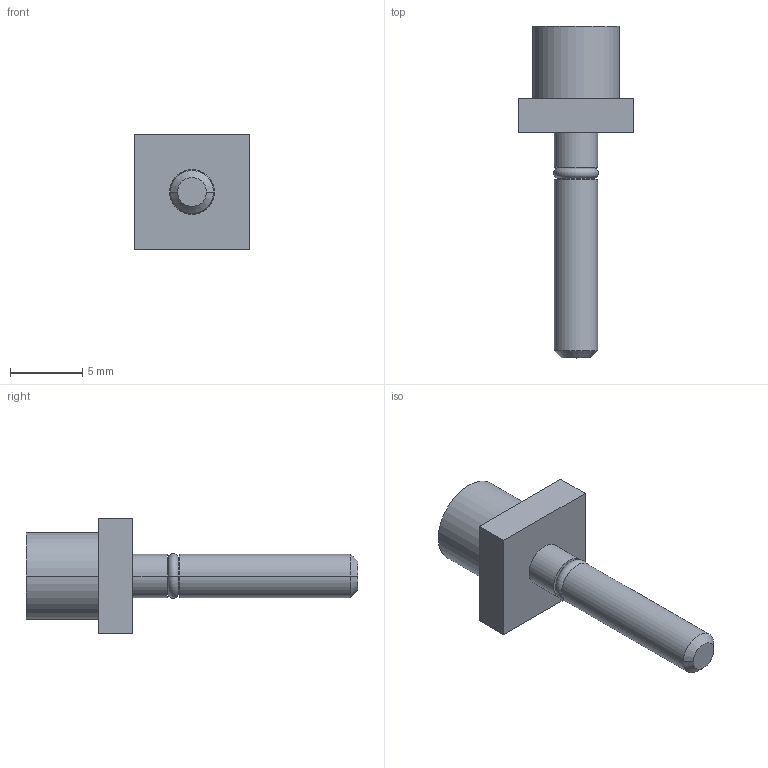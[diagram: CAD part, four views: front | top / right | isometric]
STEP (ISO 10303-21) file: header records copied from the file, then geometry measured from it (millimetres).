
FILE_DESCRIPTION((''),'2;1');
FILE_NAME('00152250060','2020-02-03T',('presta_be4'),(''),'CREO PARAMETRIC BY PTC INC, 2018360','CREO PARAMETRIC BY PTC INC, 2018360','');
FILE_SCHEMA(('CONFIG_CONTROL_DESIGN'));
Length unit declared in the file: millimetre
Products named in the file (1): 00152250060
Bounding box: 8 x 23 x 8 mm (x, y, z)
Volume: 371.4 mm3; surface area: 502.5 mm2
Topology: 1 solids, 1 shells, 30 faces, 62 edges, 37 vertices
Faces by surface type: cylinder 12, plane 10, cone 6, torus 2
Entity records: 820 total; most frequent: DIRECTION 150, CARTESIAN_POINT 127, ORIENTED_EDGE 120, AXIS2_PLACEMENT_3D 60, EDGE_CURVE 60, VERTEX_POINT 37, EDGE_LOOP 35, VECTOR 30
